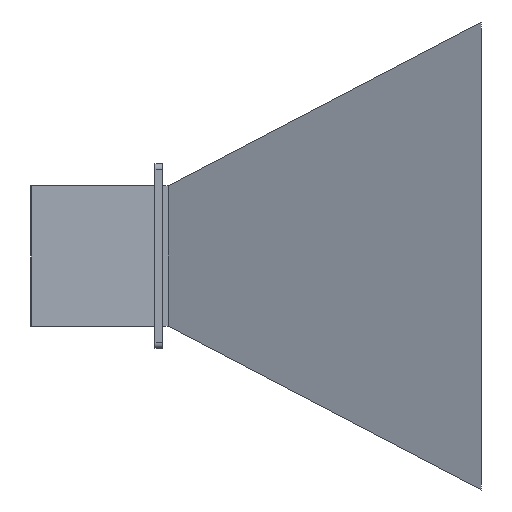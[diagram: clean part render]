
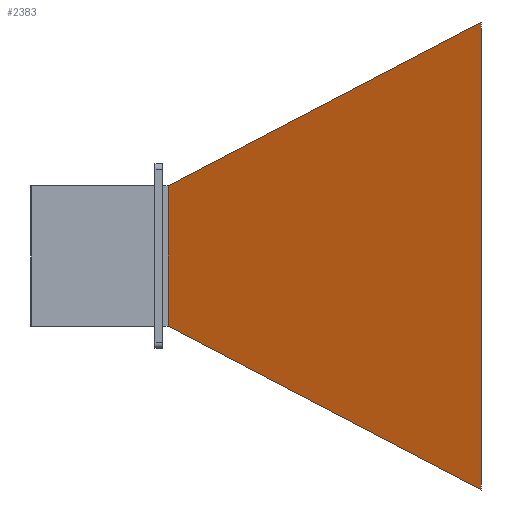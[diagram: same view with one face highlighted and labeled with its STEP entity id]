
A CAD part, front view. The second image highlights one B-rep face of the part: STEP entity #2383.
In plain terms, the highlighted planar face has unit normal (-0.367, -0.93, 0).
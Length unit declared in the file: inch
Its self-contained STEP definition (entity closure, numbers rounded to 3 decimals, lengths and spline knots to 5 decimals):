
#67 = VECTOR ( 'NONE', #646, 39.37008 ) ;
#177 = LINE ( 'NONE', #2547, #3911 ) ;
#265 = ORIENTED_EDGE ( 'NONE', *, *, #283, .T. ) ;
#283 = EDGE_CURVE ( 'NONE', #2950, #3891, #5359, .T. ) ;
#369 = CARTESIAN_POINT ( 'NONE',  ( 32.20472, -11.45669, -16.77165 ) ) ;
#646 = DIRECTION ( 'NONE',  ( 0., 0., 1. ) ) ;
#988 = CARTESIAN_POINT ( 'NONE',  ( 0.43061, 1.09046, 0. ) ) ;
#1100 = EDGE_CURVE ( 'NONE', #3891, #5971, #4420, .T. ) ;
#1288 = ORIENTED_EDGE ( 'NONE', *, *, #1100, .T. ) ;
#1566 = DIRECTION ( 'NONE',  ( 0., 0., -1. ) ) ;
#1694 = CARTESIAN_POINT ( 'NONE',  ( 32.20472, -11.45669, 16.77165 ) ) ;
#1825 = VECTOR ( 'NONE', #3402, 39.37008 ) ;
#1917 = CARTESIAN_POINT ( 'NONE',  ( 9.76378, -2.59508, 5.03248 ) ) ;
#1981 = LINE ( 'NONE', #6224, #1825 ) ;
#1992 = CARTESIAN_POINT ( 'NONE',  ( 9.76378, -2.59508, -5.03248 ) ) ;
#2037 = CARTESIAN_POINT ( 'NONE',  ( 32.20472, -11.45669, 16.77165 ) ) ;
#2162 = EDGE_CURVE ( 'NONE', #3947, #2950, #177, .T. ) ;
#2294 = CARTESIAN_POINT ( 'NONE',  ( 9.76378, -2.59508, -5.03248 ) ) ;
#2383 = ADVANCED_FACE ( 'NONE', ( #2815 ), #2441, .T. ) ;
#2441 = PLANE ( 'NONE',  #4016 ) ;
#2547 = CARTESIAN_POINT ( 'NONE',  ( 9.76378, -2.59508, 0. ) ) ;
#2787 = DIRECTION ( 'NONE',  ( 0.93, -0.367, 0. ) ) ;
#2815 = FACE_OUTER_BOUND ( 'NONE', #5769, .T. ) ;
#2950 = VERTEX_POINT ( 'NONE', #2294 ) ;
#3066 = ORIENTED_EDGE ( 'NONE', *, *, #3977, .F. ) ;
#3402 = DIRECTION ( 'NONE',  ( 0.836, -0.33, 0.438 ) ) ;
#3739 = ORIENTED_EDGE ( 'NONE', *, *, #2162, .T. ) ;
#3891 = VERTEX_POINT ( 'NONE', #369 ) ;
#3911 = VECTOR ( 'NONE', #1566, 39.37008 ) ;
#3947 = VERTEX_POINT ( 'NONE', #1917 ) ;
#3977 = EDGE_CURVE ( 'NONE', #3947, #5971, #1981, .T. ) ;
#4016 = AXIS2_PLACEMENT_3D ( 'NONE', #988, #4305, #2787 ) ;
#4078 = VECTOR ( 'NONE', #4414, 39.37008 ) ;
#4305 = DIRECTION ( 'NONE',  ( -0.367, -0.93, 0. ) ) ;
#4414 = DIRECTION ( 'NONE',  ( 0.836, -0.33, -0.438 ) ) ;
#4420 = LINE ( 'NONE', #2037, #67 ) ;
#5359 = LINE ( 'NONE', #1992, #4078 ) ;
#5769 = EDGE_LOOP ( 'NONE', ( #265, #1288, #3066, #3739 ) ) ;
#5971 = VERTEX_POINT ( 'NONE', #1694 ) ;
#6224 = CARTESIAN_POINT ( 'NONE',  ( 9.76378, -2.59508, 5.03248 ) ) ;
